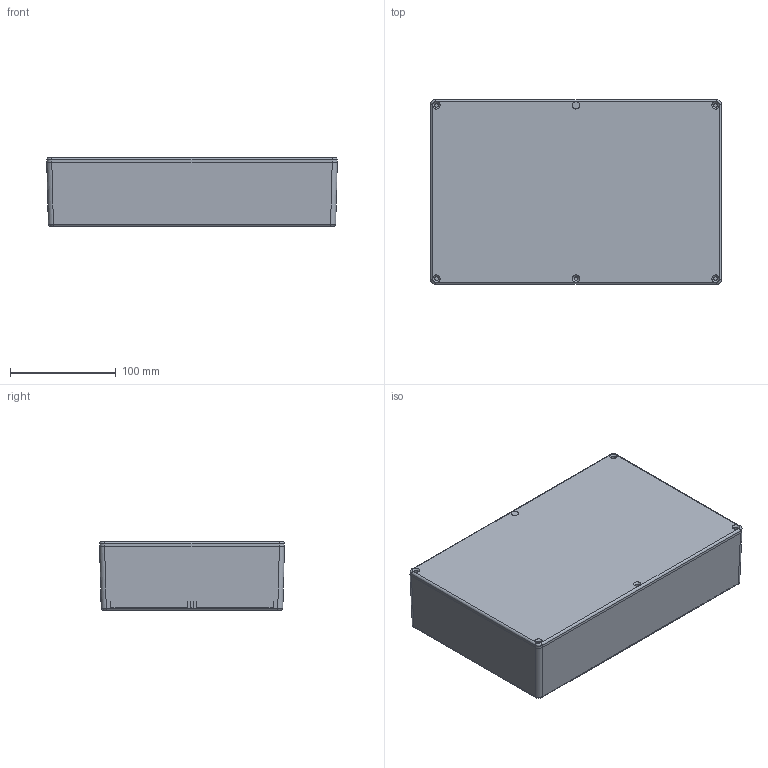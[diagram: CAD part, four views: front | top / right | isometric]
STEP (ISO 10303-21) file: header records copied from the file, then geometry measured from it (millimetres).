
FILE_DESCRIPTION (( 'STEP AP214' ), '1' );
FILE_NAME ('B019 REV.B.STEP', '2017-05-31T08:39:47', ( '' ), ( '' ), 'SwSTEP 2.0', 'SolidWorks 2014', '' );
FILE_SCHEMA (( 'AUTOMOTIVE_DESIGN' ));
Length unit declared in the file: millimetre
Products named in the file (3): B019 REV.B; B019-COVER; B019-BASE(NEW)
Assembly tree (2 placements, depth 2):
  B019 REV.B
    B019-BASE(NEW)
    B019-COVER
Bounding box: 275 x 175 x 65 mm (x, y, z)
Volume: 290417.3 mm3; surface area: 305935.9 mm2
Topology: 3 solids, 3 shells, 452 faces, 1198 edges, 754 vertices
Faces by surface type: bspline 178, plane 136, cylinder 118, cone 16, torus 4
Entity records: 19081 total; most frequent: CARTESIAN_POINT 7672, ORIENTED_EDGE 2388, DIRECTION 1360, EDGE_CURVE 1194, VERTEX_POINT 752, VECTOR 524, LINE 524, EDGE_LOOP 466
